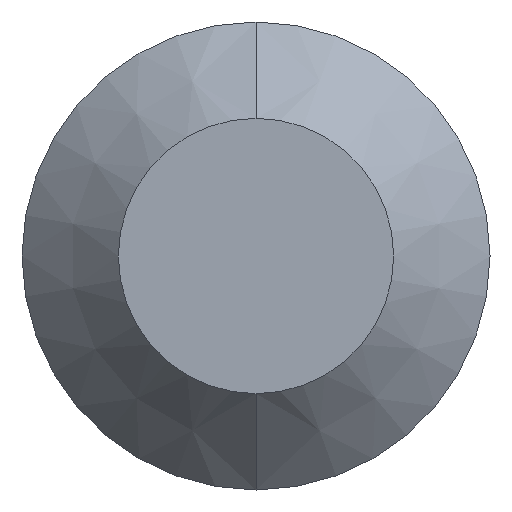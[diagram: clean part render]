
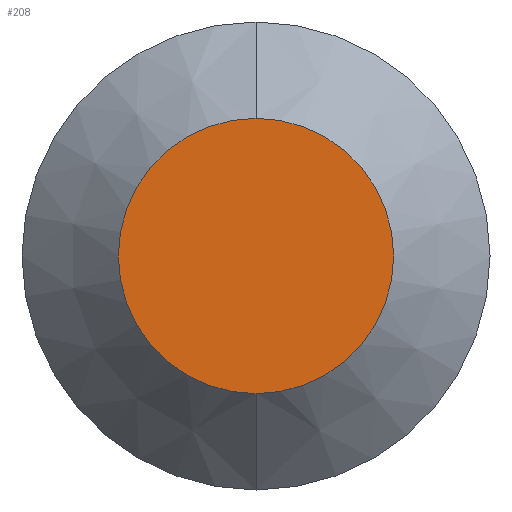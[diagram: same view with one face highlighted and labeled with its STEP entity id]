
A CAD part, front view. The second image highlights one B-rep face of the part: STEP entity #208.
In plain terms, the highlighted planar face has unit normal (0, -1, 0).
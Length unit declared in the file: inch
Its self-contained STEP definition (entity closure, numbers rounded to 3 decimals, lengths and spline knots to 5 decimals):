
#18 = DIRECTION ( 'NONE',  ( 0., -1., 0. ) ) ;
#75 = CARTESIAN_POINT ( 'NONE',  ( 0., 0., 0.25 ) ) ;
#128 = VERTEX_POINT ( 'NONE', #302 ) ;
#132 = CIRCLE ( 'NONE', #180, 0.25 ) ;
#139 = CIRCLE ( 'NONE', #192, 0.25 ) ;
#147 = EDGE_LOOP ( 'NONE', ( #342, #275 ) ) ;
#155 = DIRECTION ( 'NONE',  ( 0., 0., 1. ) ) ;
#176 = DIRECTION ( 'NONE',  ( 0., 0., -1. ) ) ;
#180 = AXIS2_PLACEMENT_3D ( 'NONE', #222, #18, #285 ) ;
#192 = AXIS2_PLACEMENT_3D ( 'NONE', #320, #293, #176 ) ;
#204 = PLANE ( 'NONE',  #283 ) ;
#205 = FACE_OUTER_BOUND ( 'NONE', #147, .T. ) ;
#208 = ADVANCED_FACE ( 'NONE', ( #205 ), #204, .F. ) ;
#222 = CARTESIAN_POINT ( 'NONE',  ( 0., 0., 0. ) ) ;
#229 = CARTESIAN_POINT ( 'NONE',  ( 0., 0., 0. ) ) ;
#249 = EDGE_CURVE ( 'NONE', #128, #267, #139, .T. ) ;
#260 = DIRECTION ( 'NONE',  ( 0., 1., 0. ) ) ;
#267 = VERTEX_POINT ( 'NONE', #75 ) ;
#275 = ORIENTED_EDGE ( 'NONE', *, *, #279, .T. ) ;
#279 = EDGE_CURVE ( 'NONE', #267, #128, #132, .T. ) ;
#283 = AXIS2_PLACEMENT_3D ( 'NONE', #229, #260, #155 ) ;
#285 = DIRECTION ( 'NONE',  ( 0., 0., -1. ) ) ;
#293 = DIRECTION ( 'NONE',  ( 0., -1., 0. ) ) ;
#302 = CARTESIAN_POINT ( 'NONE',  ( 0., 0., -0.25 ) ) ;
#320 = CARTESIAN_POINT ( 'NONE',  ( 0., 0., 0. ) ) ;
#342 = ORIENTED_EDGE ( 'NONE', *, *, #249, .T. ) ;
